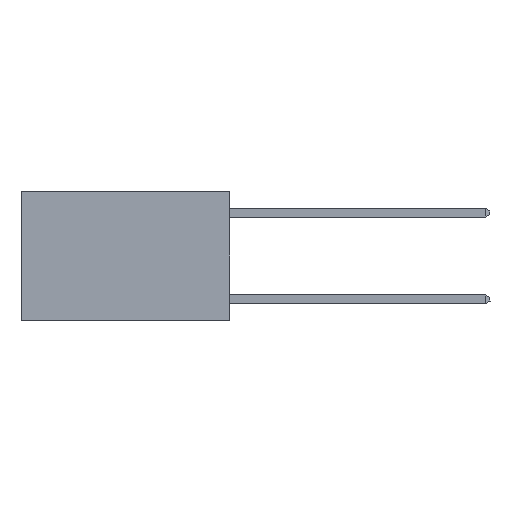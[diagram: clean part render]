
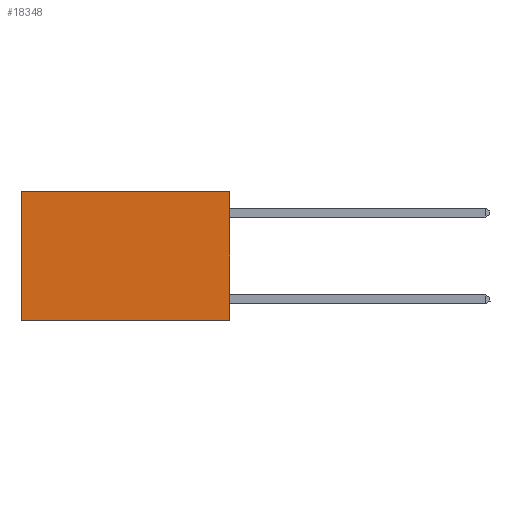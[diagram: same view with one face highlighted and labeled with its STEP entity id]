
A CAD part, left-side view. The second image highlights one B-rep face of the part: STEP entity #18348.
In plain terms, the highlighted planar face has unit normal (-1, 0, 0).
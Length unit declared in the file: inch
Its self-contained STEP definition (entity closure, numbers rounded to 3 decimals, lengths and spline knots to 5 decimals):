
#23 = DIRECTION ( 'NONE',  ( 0., 0., -1. ) ) ;
#280 = DIRECTION ( 'NONE',  ( 1., 0., 0. ) ) ;
#1043 = VECTOR ( 'NONE', #18672, 39.37008 ) ;
#2629 = LINE ( 'NONE', #18019, #25935 ) ;
#3346 = VECTOR ( 'NONE', #16205, 39.37008 ) ;
#4095 = VERTEX_POINT ( 'NONE', #6875 ) ;
#5001 = EDGE_CURVE ( 'NONE', #17970, #4095, #16074, .T. ) ;
#5523 = EDGE_CURVE ( 'NONE', #6857, #4095, #19887, .T. ) ;
#6142 = ORIENTED_EDGE ( 'NONE', *, *, #20775, .F. ) ;
#6857 = VERTEX_POINT ( 'NONE', #15723 ) ;
#6875 = CARTESIAN_POINT ( 'NONE',  ( 0.2625, 0.6, -0.37 ) ) ;
#7064 = PLANE ( 'NONE',  #13934 ) ;
#8897 = CARTESIAN_POINT ( 'NONE',  ( 0.2625, 0., -0.37 ) ) ;
#9817 = ORIENTED_EDGE ( 'NONE', *, *, #26679, .T. ) ;
#11030 = ORIENTED_EDGE ( 'NONE', *, *, #5523, .F. ) ;
#11932 = VERTEX_POINT ( 'NONE', #27067 ) ;
#13213 = VECTOR ( 'NONE', #22354, 39.37008 ) ;
#13849 = CARTESIAN_POINT ( 'NONE',  ( 0.2625, 0., 0. ) ) ;
#13934 = AXIS2_PLACEMENT_3D ( 'NONE', #13849, #280, #16104 ) ;
#13952 = CARTESIAN_POINT ( 'NONE',  ( 0.2625, 0.6, 0. ) ) ;
#15576 = ORIENTED_EDGE ( 'NONE', *, *, #5001, .T. ) ;
#15723 = CARTESIAN_POINT ( 'NONE',  ( 0.2625, 0., -0.37 ) ) ;
#16074 = LINE ( 'NONE', #13952, #3346 ) ;
#16104 = DIRECTION ( 'NONE',  ( 0., 0., -1. ) ) ;
#16205 = DIRECTION ( 'NONE',  ( 0., 0., -1. ) ) ;
#16400 = CARTESIAN_POINT ( 'NONE',  ( 0.2625, 0., 0. ) ) ;
#17970 = VERTEX_POINT ( 'NONE', #19268 ) ;
#18019 = CARTESIAN_POINT ( 'NONE',  ( 0.2625, 0., 0. ) ) ;
#18348 = ADVANCED_FACE ( 'NONE', ( #19015 ), #7064, .F. ) ;
#18672 = DIRECTION ( 'NONE',  ( 0., 1., 0. ) ) ;
#19015 = FACE_OUTER_BOUND ( 'NONE', #24482, .T. ) ;
#19095 = LINE ( 'NONE', #16400, #1043 ) ;
#19268 = CARTESIAN_POINT ( 'NONE',  ( 0.2625, 0.6, 0. ) ) ;
#19887 = LINE ( 'NONE', #8897, #13213 ) ;
#20775 = EDGE_CURVE ( 'NONE', #11932, #6857, #2629, .T. ) ;
#22354 = DIRECTION ( 'NONE',  ( 0., 1., 0. ) ) ;
#24482 = EDGE_LOOP ( 'NONE', ( #15576, #11030, #6142, #9817 ) ) ;
#25935 = VECTOR ( 'NONE', #23, 39.37008 ) ;
#26679 = EDGE_CURVE ( 'NONE', #11932, #17970, #19095, .T. ) ;
#27067 = CARTESIAN_POINT ( 'NONE',  ( 0.2625, 0., 0. ) ) ;
